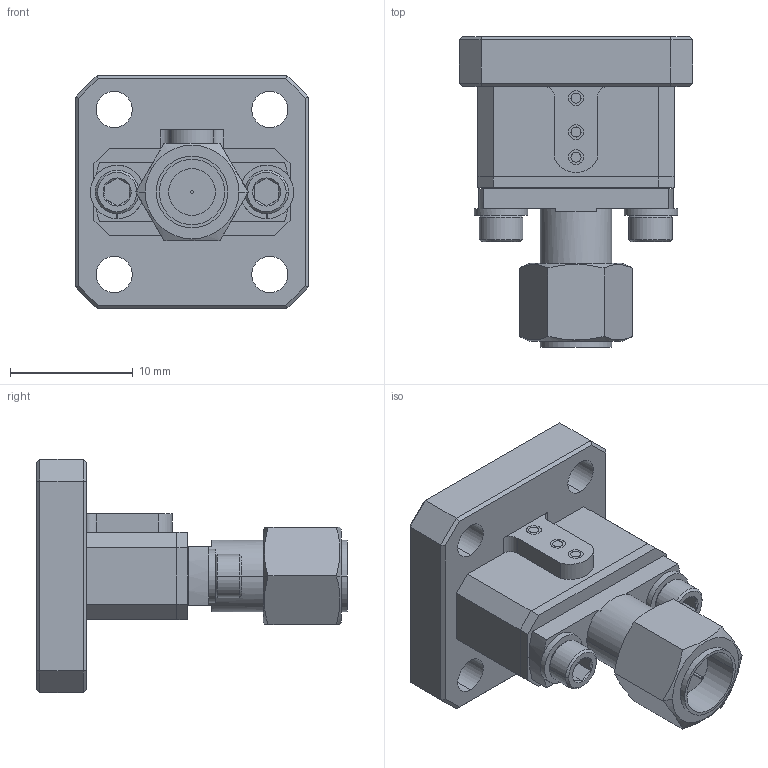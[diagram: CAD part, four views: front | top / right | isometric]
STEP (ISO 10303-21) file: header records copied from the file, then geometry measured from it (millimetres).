
FILE_DESCRIPTION (( 'STEP AP203' ), '1' );
FILE_NAME ('SWC-282M-E1, CTRLD.STEP', '2018-06-07T00:31:33', ( '' ), ( '' ), 'SwSTEP 2.0', 'SolidWorks 2016', '' );
FILE_SCHEMA (( 'CONFIG_CONTROL_DESIGN' ));
Length unit declared in the file: inch
Products named in the file (2): SWC-282M-E1, CTRLD
Bounding box: 19.05 x 25.35 x 19.05 mm (x, y, z)
Volume: 2848.4 mm3; surface area: 2186.1 mm2
Topology: 1 solids, 1 shells, 186 faces, 445 edges, 278 vertices
Faces by surface type: plane 102, cylinder 50, cone 26, bspline 8
Entity records: 9126 total; most frequent: CARTESIAN_POINT 4721, ORIENTED_EDGE 890, DIRECTION 869, EDGE_CURVE 445, AXIS2_PLACEMENT_3D 318, VERTEX_POINT 278, VECTOR 233, LINE 233
